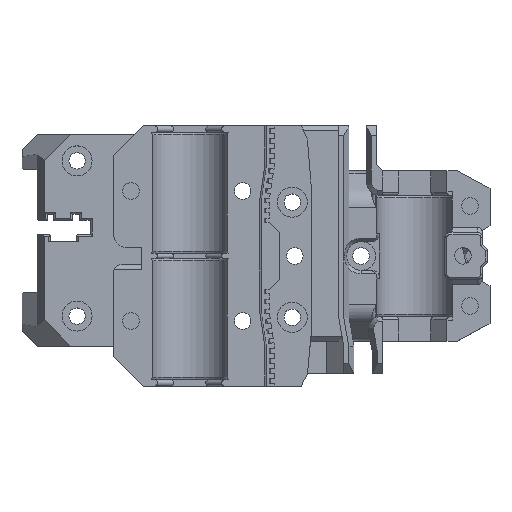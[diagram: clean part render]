
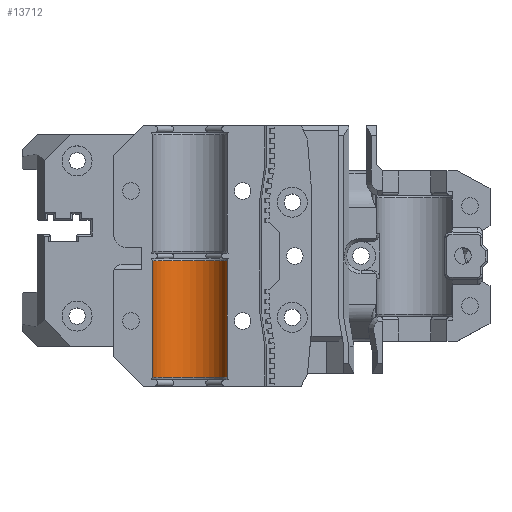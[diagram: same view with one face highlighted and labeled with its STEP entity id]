
A CAD part, top view. The second image highlights one B-rep face of the part: STEP entity #13712.
In plain terms, the highlighted cylindrical face has radius 7.6 mm (diameter 15.2 mm), a partial arc.
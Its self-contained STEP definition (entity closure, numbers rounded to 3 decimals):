
#165=CYLINDRICAL_SURFACE('',#14723,7.6);
#343=CIRCLE('',#14240,7.6);
#344=CIRCLE('',#14244,7.6);
#1170=FACE_OUTER_BOUND('',#1948,.T.);
#1948=EDGE_LOOP('',(#12204,#12205,#12206,#12207));
#2787=LINE('',#20391,#4453);
#2789=LINE('',#20405,#4455);
#4453=VECTOR('',#16482,10.);
#4455=VECTOR('',#16494,10.);
#5970=VERTEX_POINT('',#20370);
#5973=VERTEX_POINT('',#20380);
#5974=VERTEX_POINT('',#20389);
#5975=VERTEX_POINT('',#20393);
#7499=EDGE_CURVE('',#5973,#5970,#343,.T.);
#7501=EDGE_CURVE('',#5974,#5970,#2787,.T.);
#7504=EDGE_CURVE('',#5974,#5975,#344,.T.);
#7506=EDGE_CURVE('',#5975,#5973,#2789,.T.);
#12204=ORIENTED_EDGE('',*,*,#7499,.T.);
#12205=ORIENTED_EDGE('',*,*,#7501,.F.);
#12206=ORIENTED_EDGE('',*,*,#7504,.T.);
#12207=ORIENTED_EDGE('',*,*,#7506,.T.);
#13712=ADVANCED_FACE('',(#1170),#165,.F.);
#14240=AXIS2_PLACEMENT_3D('',#20387,#16477,#16478);
#14244=AXIS2_PLACEMENT_3D('',#20399,#16488,#16489);
#14723=AXIS2_PLACEMENT_3D('',#22577,#18287,#18288);
#16477=DIRECTION('center_axis',(0.,1.,0.));
#16478=DIRECTION('ref_axis',(1.,0.,0.));
#16482=DIRECTION('',(0.,1.,0.));
#16488=DIRECTION('center_axis',(0.,-1.,0.));
#16489=DIRECTION('ref_axis',(1.,0.,0.));
#16494=DIRECTION('',(0.,1.,0.));
#18287=DIRECTION('center_axis',(0.,-1.,0.));
#18288=DIRECTION('ref_axis',(0.,0.,-1.));
#20370=CARTESIAN_POINT('',(21.5,25.05,12.229));
#20380=CARTESIAN_POINT('',(36.5,25.05,12.229));
#20387=CARTESIAN_POINT('Origin',(29.,25.05,11.));
#20389=CARTESIAN_POINT('',(21.5,1.75,12.229));
#20391=CARTESIAN_POINT('',(21.5,26.,12.229));
#20393=CARTESIAN_POINT('',(36.5,1.75,12.229));
#20399=CARTESIAN_POINT('Origin',(29.,1.75,11.));
#20405=CARTESIAN_POINT('',(36.5,26.,12.229));
#22577=CARTESIAN_POINT('Origin',(29.,26.,11.));
